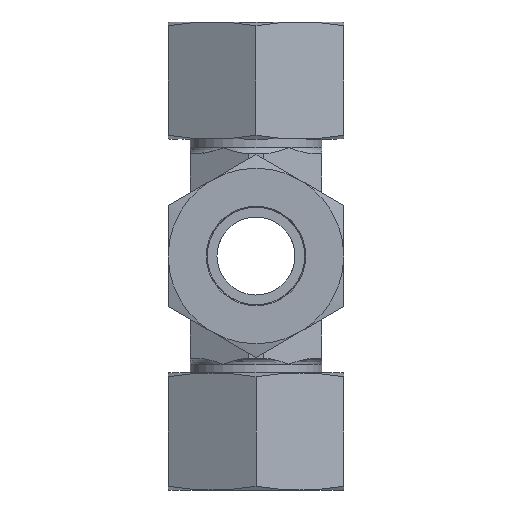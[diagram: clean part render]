
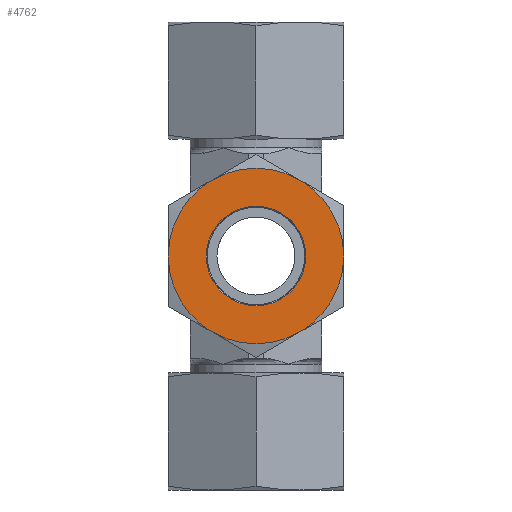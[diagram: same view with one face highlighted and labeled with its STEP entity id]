
A CAD part, front view. The second image highlights one B-rep face of the part: STEP entity #4762.
In plain terms, the highlighted face is planar.
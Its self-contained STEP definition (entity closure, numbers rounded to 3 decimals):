
#4666=CARTESIAN_POINT('',(10.2,0.,24.));
#4667=VERTEX_POINT('',#4666);
#4668=CARTESIAN_POINT('',(0.0,0.0,24.));
#4669=DIRECTION('',(0.0,0.0,1.0));
#4670=DIRECTION('',(-1.0,0.0,0.0));
#4671=AXIS2_PLACEMENT_3D('',#4668,#4669,#4670);
#4672=CIRCLE('',#4671,10.2);
#4673=EDGE_CURVE('',#4667,#4667,#4672,.T.);
#4698=CARTESIAN_POINT('',(0.0,0.,24.));
#4699=DIRECTION('',(0.0,0.0,1.0));
#4700=DIRECTION('',(1.0,0.0,0.0));
#4701=AXIS2_PLACEMENT_3D('',#4698,#4699,#4700);
#4702=PLANE('',#4701);
#4703=CARTESIAN_POINT('',(-9.,-15.588,24.));
#4704=VERTEX_POINT('',#4703);
#4705=CARTESIAN_POINT('',(9.,-15.588,24.));
#4706=VERTEX_POINT('',#4705);
#4707=CARTESIAN_POINT('',(0.0,0.0,24.));
#4708=DIRECTION('',(0.0,0.0,1.0));
#4709=DIRECTION('',(-0.5,-0.866,0.0));
#4710=AXIS2_PLACEMENT_3D('',#4707,#4708,#4709);
#4711=CIRCLE('',#4710,18.0);
#4712=EDGE_CURVE('',#4704,#4706,#4711,.T.);
#4713=ORIENTED_EDGE('',*,*,#4712,.T.);
#4714=CARTESIAN_POINT('',(18.,0.,24.));
#4715=VERTEX_POINT('',#4714);
#4716=CARTESIAN_POINT('',(0.0,0.0,24.));
#4717=DIRECTION('',(0.0,0.0,1.0));
#4718=DIRECTION('',(-0.5,-0.866,0.0));
#4719=AXIS2_PLACEMENT_3D('',#4716,#4717,#4718);
#4720=CIRCLE('',#4719,18.0);
#4721=EDGE_CURVE('',#4706,#4715,#4720,.T.);
#4722=ORIENTED_EDGE('',*,*,#4721,.T.);
#4723=CARTESIAN_POINT('',(9.,15.588,24.));
#4724=VERTEX_POINT('',#4723);
#4725=CARTESIAN_POINT('',(0.0,0.0,24.));
#4726=DIRECTION('',(0.0,0.0,1.0));
#4727=DIRECTION('',(-0.5,-0.866,0.0));
#4728=AXIS2_PLACEMENT_3D('',#4725,#4726,#4727);
#4729=CIRCLE('',#4728,18.0);
#4730=EDGE_CURVE('',#4715,#4724,#4729,.T.);
#4731=ORIENTED_EDGE('',*,*,#4730,.T.);
#4732=CARTESIAN_POINT('',(-9.,15.588,24.));
#4733=VERTEX_POINT('',#4732);
#4734=CARTESIAN_POINT('',(0.0,0.0,24.));
#4735=DIRECTION('',(0.0,0.0,1.0));
#4736=DIRECTION('',(-0.5,-0.866,0.0));
#4737=AXIS2_PLACEMENT_3D('',#4734,#4735,#4736);
#4738=CIRCLE('',#4737,18.0);
#4739=EDGE_CURVE('',#4724,#4733,#4738,.T.);
#4740=ORIENTED_EDGE('',*,*,#4739,.T.);
#4741=CARTESIAN_POINT('',(-18.,0.0,24.));
#4742=VERTEX_POINT('',#4741);
#4743=CARTESIAN_POINT('',(0.0,0.0,24.));
#4744=DIRECTION('',(0.0,0.0,1.0));
#4745=DIRECTION('',(-0.5,-0.866,0.0));
#4746=AXIS2_PLACEMENT_3D('',#4743,#4744,#4745);
#4747=CIRCLE('',#4746,18.0);
#4748=EDGE_CURVE('',#4733,#4742,#4747,.T.);
#4749=ORIENTED_EDGE('',*,*,#4748,.T.);
#4750=CARTESIAN_POINT('',(0.0,0.0,24.));
#4751=DIRECTION('',(0.0,0.0,1.0));
#4752=DIRECTION('',(-0.5,-0.866,0.0));
#4753=AXIS2_PLACEMENT_3D('',#4750,#4751,#4752);
#4754=CIRCLE('',#4753,18.0);
#4755=EDGE_CURVE('',#4742,#4704,#4754,.T.);
#4756=ORIENTED_EDGE('',*,*,#4755,.T.);
#4757=EDGE_LOOP('',(#4713,#4722,#4731,#4740,#4749,#4756));
#4758=FACE_OUTER_BOUND('',#4757,.T.);
#4759=ORIENTED_EDGE('',*,*,#4673,.F.);
#4760=EDGE_LOOP('',(#4759));
#4761=FACE_BOUND('',#4760,.T.);
#4762=ADVANCED_FACE('',(#4758,#4761),#4702,.T.);
